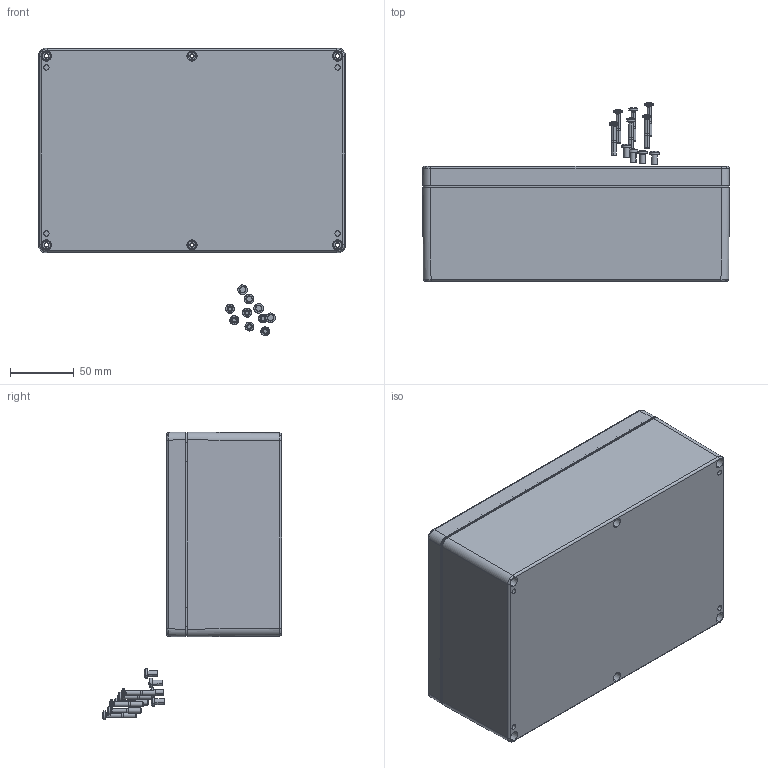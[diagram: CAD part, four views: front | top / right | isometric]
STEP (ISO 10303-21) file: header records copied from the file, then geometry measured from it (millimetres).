
FILE_DESCRIPTION (( 'STEP AP214' ), '1' );
FILE_NAME ('33162409.STEP', '2008-10-01T12:47:13', ( ' ' ), ( '' ), 'SwSTEP 2.0', 'SolidWorks 2008', '' );
FILE_SCHEMA (( 'AUTOMOTIVE_DESIGN' ));
Length unit declared in the file: millimetre
Products named in the file (9): 31087_Standard; 31090-Einpressbuchse_Standard; 34087_Standard; 51008_Standard; 82002_im Deckel eingebaut; 93214_WN1442 D4,5x7,8; 5200.009.0_Standard; 33162409
Assembly tree (21 placements, depth 3):
  33162409
    34087_Standard
    31087_Standard
      31090-Einpressbuchse_Standard  x6
      31087_Standard
    51008_Standard
      93214_WN1442 D4,5x7,8  x4
      5200.009.0_Standard  x6
    82002_im Deckel eingebaut
Bounding box: 240.3 x 140.21 x 225.31 mm (x, y, z)
Volume: 450969.6 mm3; surface area: 326256.1 mm2
Topology: 19 solids, 19 shells, 2041 faces, 4984 edges, 3024 vertices
Faces by surface type: plane 866, cylinder 363, bspline 332, cone 282, torus 186, sphere 12
Entity records: 52462 total; most frequent: CARTESIAN_POINT 22889, ORIENTED_EDGE 6484, DIRECTION 5622, EDGE_CURVE 3242, AXIS2_PLACEMENT_3D 2099, VERTEX_POINT 1922, EDGE_LOOP 1472, VECTOR 1424
